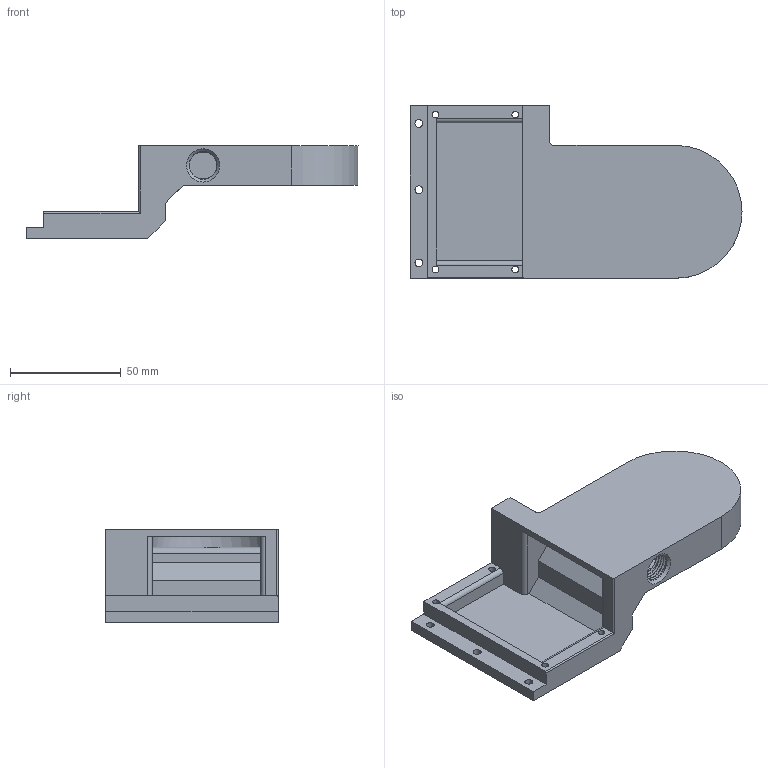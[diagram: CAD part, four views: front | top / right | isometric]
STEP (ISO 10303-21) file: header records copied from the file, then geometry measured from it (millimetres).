
FILE_DESCRIPTION(/* description */ (''),/* implementation_level */ '2;1');
FILE_NAME(/* name */ 'Inlet .step',/* time_stamp */ '2020-12-18T16:41:47+06:00',/* author */ (''),/* organization */ (''),/* preprocessor_version */ 'ST-DEVELOPER v18.1',/* originating_system */ 'Autodesk Translation Framework v9.7.1.1290',/* authorisation */ '');
FILE_SCHEMA (('AUTOMOTIVE_DESIGN { 1 0 10303 214 3 1 1 }'));
Length unit declared in the file: millimetre
Products named in the file (1): inlet 
Bounding box: 150 x 78 x 42 mm (x, y, z)
Volume: 75839.1 mm3; surface area: 40142.2 mm2
Topology: 1 solids, 1 shells, 83 faces, 227 edges, 148 vertices
Faces by surface type: cylinder 40, plane 35, bspline 6, cone 2
Full cylindrical faces by diameter (mm): 3 x4, 3.5 x3, 6 x4, 12.526 x3, 14.203 x4
Entity records: 4267 total; most frequent: CARTESIAN_POINT 2158, ORIENTED_EDGE 454, DIRECTION 389, EDGE_CURVE 227, VERTEX_POINT 148, AXIS2_PLACEMENT_3D 134, LINE 121, VECTOR 121
